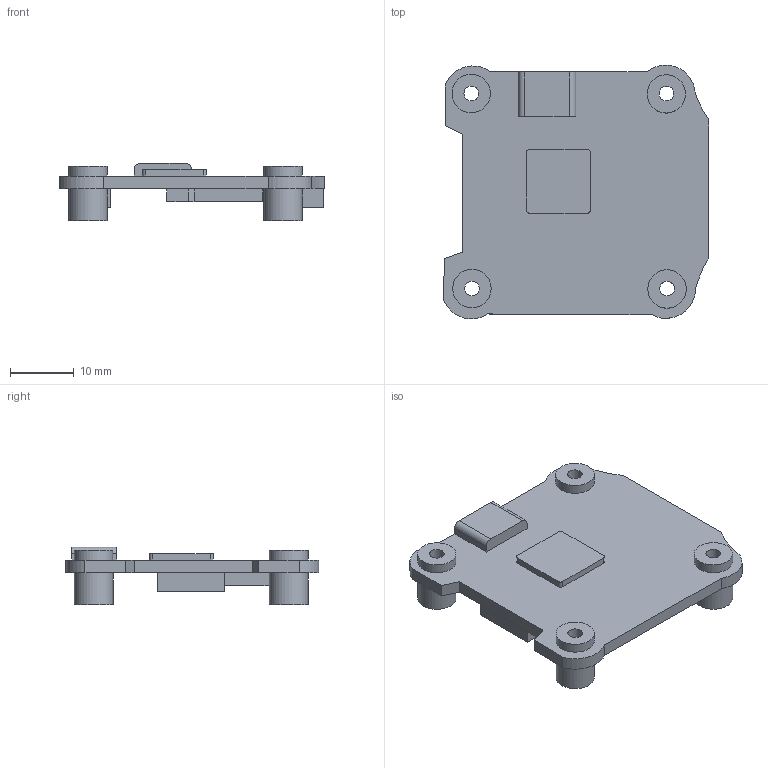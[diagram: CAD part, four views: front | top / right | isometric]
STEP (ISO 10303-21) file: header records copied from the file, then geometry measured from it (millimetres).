
FILE_DESCRIPTION(('FreeCAD Model'),'2;1');
FILE_NAME('Open CASCADE Shape Model','2023-09-16T17:37:10',(''),(''), 'Open CASCADE STEP processor 7.6','FreeCAD','Unknown');
FILE_SCHEMA(('AUTOMOTIVE_DESIGN { 1 0 10303 214 1 1 1 1 }'));
Length unit declared in the file: millimetre
Products named in the file (1): Pad005
Bounding box: 41.47 x 39.67 x 9 mm (x, y, z)
Volume: 4461.2 mm3; surface area: 4370.8 mm2
Topology: 1 solids, 1 shells, 69 faces, 162 edges, 108 vertices
Faces by surface type: plane 45, cylinder 24
Full cylindrical faces by diameter (mm): 2.3 x4, 6 x8
Entity records: 2022 total; most frequent: DIRECTION 350, CARTESIAN_POINT 340, ORIENTED_EDGE 324, EDGE_CURVE 162, AXIS2_PLACEMENT_3D 118, LINE 114, VECTOR 114, VERTEX_POINT 108
